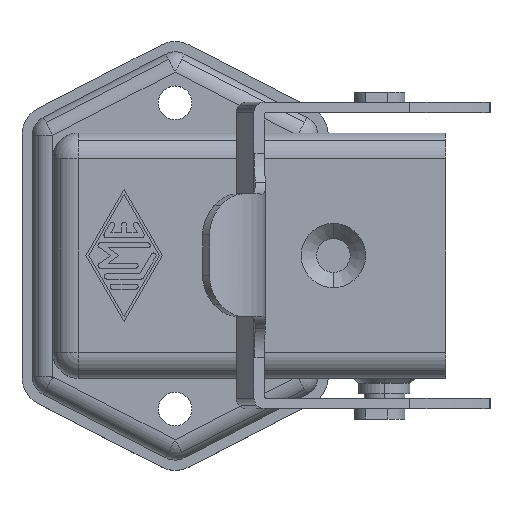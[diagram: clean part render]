
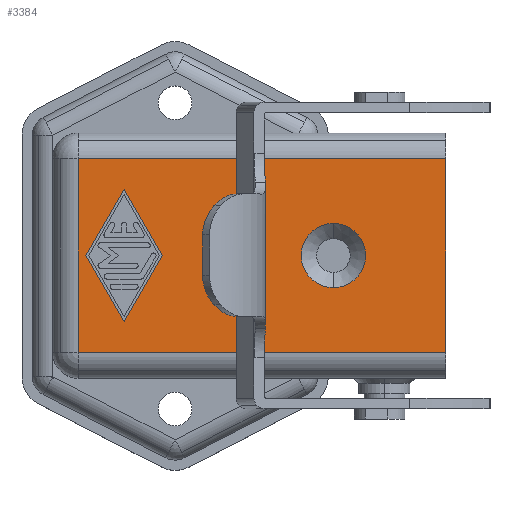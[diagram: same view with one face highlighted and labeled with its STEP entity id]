
A CAD part, top view. The second image highlights one B-rep face of the part: STEP entity #3384.
In plain terms, the highlighted planar face has unit normal (0, 0, 1).
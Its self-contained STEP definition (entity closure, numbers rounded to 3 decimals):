
#656=CARTESIAN_POINT('',(26.5,-9.5,26.5));
#657=VERTEX_POINT('',#656);
#665=CARTESIAN_POINT('',(-9.5,-9.5,26.5));
#666=VERTEX_POINT('',#665);
#667=CARTESIAN_POINT('',(26.5,-9.5,26.5));
#668=DIRECTION('',(-1.0,0.0,0.0));
#669=VECTOR('',#668,36.);
#670=LINE('',#667,#669);
#671=EDGE_CURVE('',#657,#666,#670,.T.);
#698=CARTESIAN_POINT('',(-9.5,9.5,26.5));
#699=VERTEX_POINT('',#698);
#707=CARTESIAN_POINT('',(26.5,9.5,26.5));
#708=VERTEX_POINT('',#707);
#709=CARTESIAN_POINT('',(-9.5,9.5,26.5));
#710=DIRECTION('',(1.0,0.0,0.0));
#711=VECTOR('',#710,36.);
#712=LINE('',#709,#711);
#713=EDGE_CURVE('',#699,#708,#712,.T.);
#789=CARTESIAN_POINT('',(-9.5,-9.5,26.5));
#790=DIRECTION('',(0.0,1.0,0.0));
#791=VECTOR('',#790,19.);
#792=LINE('',#789,#791);
#793=EDGE_CURVE('',#666,#699,#792,.T.);
#1691=CARTESIAN_POINT('',(15.5,-3.15,26.5));
#1692=VERTEX_POINT('',#1691);
#1708=CARTESIAN_POINT('',(15.5,3.15,26.5));
#1709=VERTEX_POINT('',#1708);
#1716=CARTESIAN_POINT('',(15.5,0.,26.5));
#1717=DIRECTION('',(0.0,0.0,-1.0));
#1718=DIRECTION('',(0.0,-1.0,0.0));
#1719=AXIS2_PLACEMENT_3D('',#1716,#1717,#1718);
#1720=CIRCLE('',#1719,3.15);
#1721=EDGE_CURVE('',#1692,#1709,#1720,.T.);
#2587=CARTESIAN_POINT('',(-5.,-6.5,26.5));
#2588=VERTEX_POINT('',#2587);
#2595=CARTESIAN_POINT('',(-1.25,0.,26.5));
#2596=VERTEX_POINT('',#2595);
#2597=CARTESIAN_POINT('',(-1.25,0.,26.5));
#2598=DIRECTION('',(-0.5,-0.866,0.0));
#2599=VECTOR('',#2598,7.504);
#2600=LINE('',#2597,#2599);
#2601=EDGE_CURVE('',#2596,#2588,#2600,.T.);
#2626=CARTESIAN_POINT('',(-5.,6.5,26.5));
#2627=VERTEX_POINT('',#2626);
#2628=CARTESIAN_POINT('',(-5.,6.5,26.5));
#2629=DIRECTION('',(0.5,-0.866,0.0));
#2630=VECTOR('',#2629,7.504);
#2631=LINE('',#2628,#2630);
#2632=EDGE_CURVE('',#2627,#2596,#2631,.T.);
#2657=CARTESIAN_POINT('',(-8.75,0.,26.5));
#2658=VERTEX_POINT('',#2657);
#2659=CARTESIAN_POINT('',(-8.75,0.,26.5));
#2660=DIRECTION('',(0.5,0.866,0.0));
#2661=VECTOR('',#2660,7.504);
#2662=LINE('',#2659,#2661);
#2663=EDGE_CURVE('',#2658,#2627,#2662,.T.);
#2686=CARTESIAN_POINT('',(-5.,-6.5,26.5));
#2687=DIRECTION('',(-0.5,0.866,0.0));
#2688=VECTOR('',#2687,7.504);
#2689=LINE('',#2686,#2688);
#2690=EDGE_CURVE('',#2588,#2658,#2689,.T.);
#3352=CARTESIAN_POINT('',(0.,0.0,26.5));
#3353=DIRECTION('',(0.0,0.0,1.0));
#3354=DIRECTION('',(1.0,0.0,0.0));
#3355=AXIS2_PLACEMENT_3D('',#3352,#3353,#3354);
#3356=PLANE('',#3355);
#3357=ORIENTED_EDGE('',*,*,#793,.F.);
#3358=ORIENTED_EDGE('',*,*,#671,.F.);
#3359=CARTESIAN_POINT('',(26.5,-9.5,26.5));
#3360=DIRECTION('',(0.0,1.0,0.0));
#3361=VECTOR('',#3360,19.);
#3362=LINE('',#3359,#3361);
#3363=EDGE_CURVE('',#657,#708,#3362,.T.);
#3364=ORIENTED_EDGE('',*,*,#3363,.T.);
#3365=ORIENTED_EDGE('',*,*,#713,.F.);
#3366=EDGE_LOOP('',(#3357,#3358,#3364,#3365));
#3367=FACE_OUTER_BOUND('',#3366,.T.);
#3368=ORIENTED_EDGE('',*,*,#1721,.T.);
#3369=CARTESIAN_POINT('',(15.5,0.,26.5));
#3370=DIRECTION('',(0.0,0.0,-1.0));
#3371=DIRECTION('',(0.0,-1.0,0.0));
#3372=AXIS2_PLACEMENT_3D('',#3369,#3370,#3371);
#3373=CIRCLE('',#3372,3.15);
#3374=EDGE_CURVE('',#1709,#1692,#3373,.T.);
#3375=ORIENTED_EDGE('',*,*,#3374,.T.);
#3376=EDGE_LOOP('',(#3368,#3375));
#3377=FACE_BOUND('',#3376,.T.);
#3378=ORIENTED_EDGE('',*,*,#2601,.T.);
#3379=ORIENTED_EDGE('',*,*,#2690,.T.);
#3380=ORIENTED_EDGE('',*,*,#2663,.T.);
#3381=ORIENTED_EDGE('',*,*,#2632,.T.);
#3382=EDGE_LOOP('',(#3378,#3379,#3380,#3381));
#3383=FACE_BOUND('',#3382,.T.);
#3384=ADVANCED_FACE('',(#3367,#3377,#3383),#3356,.T.);
